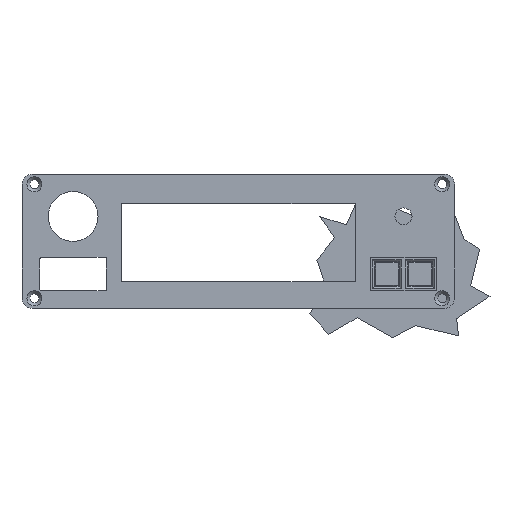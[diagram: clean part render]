
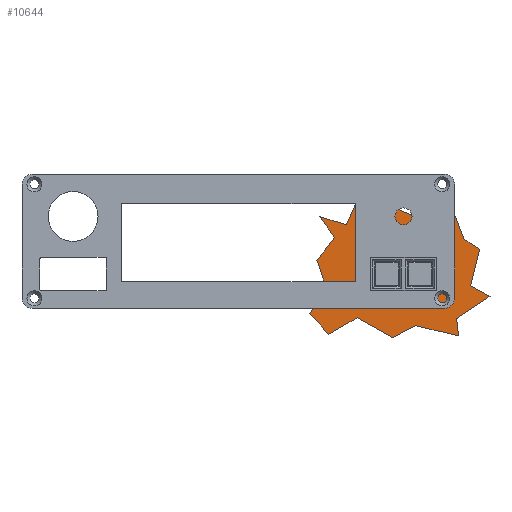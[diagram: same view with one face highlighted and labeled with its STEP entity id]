
A CAD part, front view. The second image highlights one B-rep face of the part: STEP entity #10644.
In plain terms, the highlighted planar face has unit normal (0, -1, 0).
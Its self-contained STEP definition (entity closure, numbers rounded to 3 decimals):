
#9971 = VERTEX_POINT('',#9972);
#9972 = CARTESIAN_POINT('',(-32.,-1.2,22.));
#9978 = EDGE_CURVE('',#9971,#9979,#9981,.T.);
#9979 = VERTEX_POINT('',#9980);
#9980 = CARTESIAN_POINT('',(-26.231,-1.2,14.));
#9981 = LINE('',#9982,#9983);
#9982 = CARTESIAN_POINT('',(-32.,-1.2,22.));
#9983 = VECTOR('',#9984,1.);
#9984 = DIRECTION('',(0.585,0.,-0.811
    ));
#10009 = EDGE_CURVE('',#9979,#10010,#10012,.T.);
#10010 = VERTEX_POINT('',#10011);
#10011 = CARTESIAN_POINT('',(-33.,-1.2,5.248));
#10012 = LINE('',#10013,#10014);
#10013 = CARTESIAN_POINT('',(-26.231,-1.2,14.));
#10014 = VECTOR('',#10015,1.);
#10015 = DIRECTION('',(-0.612,0.,
    -0.791));
#10040 = EDGE_CURVE('',#10010,#10041,#10043,.T.);
#10041 = VERTEX_POINT('',#10042);
#10042 = CARTESIAN_POINT('',(-29.533,-1.2,-5.));
#10043 = LINE('',#10044,#10045);
#10044 = CARTESIAN_POINT('',(-33.,-1.2,5.248));
#10045 = VECTOR('',#10046,1.);
#10046 = DIRECTION('',(0.32,0.,
    -0.947));
#10071 = EDGE_CURVE('',#10041,#10072,#10074,.T.);
#10072 = VERTEX_POINT('',#10073);
#10073 = CARTESIAN_POINT('',(-35.657,-1.2,-15.));
#10074 = LINE('',#10075,#10076);
#10075 = CARTESIAN_POINT('',(-29.533,-1.2,-5.));
#10076 = VECTOR('',#10077,1.);
#10077 = DIRECTION('',(-0.522,0.,
    -0.853));
#10102 = EDGE_CURVE('',#10072,#10103,#10105,.T.);
#10103 = VERTEX_POINT('',#10104);
#10104 = CARTESIAN_POINT('',(-28.562,-1.2,-23.));
#10105 = LINE('',#10106,#10107);
#10106 = CARTESIAN_POINT('',(-35.657,-1.2,-15.));
#10107 = VECTOR('',#10108,1.);
#10108 = DIRECTION('',(0.663,0.,-0.748
    ));
#10133 = EDGE_CURVE('',#10103,#10134,#10136,.T.);
#10134 = VERTEX_POINT('',#10135);
#10135 = CARTESIAN_POINT('',(-17.683,-1.2,-16.639));
#10136 = LINE('',#10137,#10138);
#10137 = CARTESIAN_POINT('',(-28.562,-1.2,-23.));
#10138 = VECTOR('',#10139,1.);
#10139 = DIRECTION('',(0.863,0.,0.505));
#10164 = EDGE_CURVE('',#10134,#10165,#10167,.T.);
#10165 = VERTEX_POINT('',#10166);
#10166 = CARTESIAN_POINT('',(-4.302,-1.2,-24.235));
#10167 = LINE('',#10168,#10169);
#10168 = CARTESIAN_POINT('',(-17.683,-1.2,-16.639));
#10169 = VECTOR('',#10170,1.);
#10170 = DIRECTION('',(0.87,0.,
    -0.494));
#10195 = EDGE_CURVE('',#10165,#10196,#10198,.T.);
#10196 = VERTEX_POINT('',#10197);
#10197 = CARTESIAN_POINT('',(4.644,-1.2,-19.653));
#10198 = LINE('',#10199,#10200);
#10199 = CARTESIAN_POINT('',(-4.302,-1.2,-24.235));
#10200 = VECTOR('',#10201,1.);
#10201 = DIRECTION('',(0.89,0.,0.456)
  );
#10226 = EDGE_CURVE('',#10196,#10227,#10229,.T.);
#10227 = VERTEX_POINT('',#10228);
#10228 = CARTESIAN_POINT('',(21.,-1.2,-23.555));
#10229 = LINE('',#10230,#10231);
#10230 = CARTESIAN_POINT('',(4.644,-1.2,-19.653));
#10231 = VECTOR('',#10232,1.);
#10232 = DIRECTION('',(0.973,0.,-0.232
    ));
#10257 = EDGE_CURVE('',#10227,#10258,#10260,.T.);
#10258 = VERTEX_POINT('',#10259);
#10259 = CARTESIAN_POINT('',(20.28,-1.2,-17.));
#10260 = LINE('',#10261,#10262);
#10261 = CARTESIAN_POINT('',(21.,-1.2,-23.555));
#10262 = VECTOR('',#10263,1.);
#10263 = DIRECTION('',(-0.109,0.,0.994
    ));
#10288 = EDGE_CURVE('',#10258,#10289,#10291,.T.);
#10289 = VERTEX_POINT('',#10290);
#10290 = CARTESIAN_POINT('',(33.,-1.2,-8.462));
#10291 = LINE('',#10292,#10293);
#10292 = CARTESIAN_POINT('',(20.28,-1.2,-17.));
#10293 = VECTOR('',#10294,1.);
#10294 = DIRECTION('',(0.83,0.,0.557)
  );
#10319 = EDGE_CURVE('',#10289,#10320,#10322,.T.);
#10320 = VERTEX_POINT('',#10321);
#10321 = CARTESIAN_POINT('',(25.598,-1.2,-4.417));
#10322 = LINE('',#10323,#10324);
#10323 = CARTESIAN_POINT('',(33.,-1.2,-8.462));
#10324 = VECTOR('',#10325,1.);
#10325 = DIRECTION('',(-0.878,0.,0.479
    ));
#10350 = EDGE_CURVE('',#10320,#10351,#10353,.T.);
#10351 = VERTEX_POINT('',#10352);
#10352 = CARTESIAN_POINT('',(29.,-1.2,9.501));
#10353 = LINE('',#10354,#10355);
#10354 = CARTESIAN_POINT('',(25.598,-1.2,-4.417));
#10355 = VECTOR('',#10356,1.);
#10356 = DIRECTION('',(0.237,0.,0.971)
  );
#10381 = EDGE_CURVE('',#10351,#10382,#10384,.T.);
#10382 = VERTEX_POINT('',#10383);
#10383 = CARTESIAN_POINT('',(23.,-1.2,13.45));
#10384 = LINE('',#10385,#10386);
#10385 = CARTESIAN_POINT('',(29.,-1.2,9.501));
#10386 = VECTOR('',#10387,1.);
#10387 = DIRECTION('',(-0.835,0.,0.55
    ));
#10412 = EDGE_CURVE('',#10382,#10413,#10415,.T.);
#10413 = VERTEX_POINT('',#10414);
#10414 = CARTESIAN_POINT('',(19.629,-1.2,22.445));
#10415 = LINE('',#10416,#10417);
#10416 = CARTESIAN_POINT('',(23.,-1.2,13.45));
#10417 = VECTOR('',#10418,1.);
#10418 = DIRECTION('',(-0.351,0.,0.936)
  );
#10443 = EDGE_CURVE('',#10413,#10444,#10446,.T.);
#10444 = VERTEX_POINT('',#10445);
#10445 = CARTESIAN_POINT('',(11.247,-1.2,19.));
#10446 = LINE('',#10447,#10448);
#10447 = CARTESIAN_POINT('',(19.629,-1.2,22.445));
#10448 = VECTOR('',#10449,1.);
#10449 = DIRECTION('',(-0.925,0.,
    -0.38));
#10474 = EDGE_CURVE('',#10444,#10475,#10477,.T.);
#10475 = VERTEX_POINT('',#10476);
#10476 = CARTESIAN_POINT('',(-2.698,-1.2,25.));
#10477 = LINE('',#10478,#10479);
#10478 = CARTESIAN_POINT('',(11.247,-1.2,19.));
#10479 = VECTOR('',#10480,1.);
#10480 = DIRECTION('',(-0.919,0.,0.395)
  );
#10505 = EDGE_CURVE('',#10475,#10506,#10508,.T.);
#10506 = VERTEX_POINT('',#10507);
#10507 = CARTESIAN_POINT('',(-10.,-1.2,18.719));
#10508 = LINE('',#10509,#10510);
#10509 = CARTESIAN_POINT('',(-2.698,-1.2,25.));
#10510 = VECTOR('',#10511,1.);
#10511 = DIRECTION('',(-0.758,0.,
    -0.652));
#10536 = EDGE_CURVE('',#10506,#10537,#10539,.T.);
#10537 = VERTEX_POINT('',#10538);
#10538 = CARTESIAN_POINT('',(-18.496,-1.2,26.342));
#10539 = LINE('',#10540,#10541);
#10540 = CARTESIAN_POINT('',(-10.,-1.2,18.719));
#10541 = VECTOR('',#10542,1.);
#10542 = DIRECTION('',(-0.744,0.,0.668)
  );
#10567 = EDGE_CURVE('',#10537,#10568,#10570,.T.);
#10568 = VERTEX_POINT('',#10569);
#10569 = CARTESIAN_POINT('',(-21.718,-1.2,18.765));
#10570 = LINE('',#10571,#10572);
#10571 = CARTESIAN_POINT('',(-18.496,-1.2,26.342));
#10572 = VECTOR('',#10573,1.);
#10573 = DIRECTION('',(-0.391,0.,
    -0.92));
#10598 = EDGE_CURVE('',#10568,#9971,#10599,.T.);
#10599 = LINE('',#10600,#10601);
#10600 = CARTESIAN_POINT('',(-21.718,-1.2,18.765));
#10601 = VECTOR('',#10602,1.);
#10602 = DIRECTION('',(-0.954,0.,0.3)
  );
#10644 = ADVANCED_FACE('',(#10645),#10668,.T.);
#10645 = FACE_BOUND('',#10646,.T.);
#10646 = EDGE_LOOP('',(#10647,#10648,#10649,#10650,#10651,#10652,#10653,
    #10654,#10655,#10656,#10657,#10658,#10659,#10660,#10661,#10662,
    #10663,#10664,#10665,#10666,#10667));
#10647 = ORIENTED_EDGE('',*,*,#9978,.T.);
#10648 = ORIENTED_EDGE('',*,*,#10009,.T.);
#10649 = ORIENTED_EDGE('',*,*,#10040,.T.);
#10650 = ORIENTED_EDGE('',*,*,#10071,.T.);
#10651 = ORIENTED_EDGE('',*,*,#10102,.T.);
#10652 = ORIENTED_EDGE('',*,*,#10133,.T.);
#10653 = ORIENTED_EDGE('',*,*,#10164,.T.);
#10654 = ORIENTED_EDGE('',*,*,#10195,.T.);
#10655 = ORIENTED_EDGE('',*,*,#10226,.T.);
#10656 = ORIENTED_EDGE('',*,*,#10257,.T.);
#10657 = ORIENTED_EDGE('',*,*,#10288,.T.);
#10658 = ORIENTED_EDGE('',*,*,#10319,.T.);
#10659 = ORIENTED_EDGE('',*,*,#10350,.T.);
#10660 = ORIENTED_EDGE('',*,*,#10381,.T.);
#10661 = ORIENTED_EDGE('',*,*,#10412,.T.);
#10662 = ORIENTED_EDGE('',*,*,#10443,.T.);
#10663 = ORIENTED_EDGE('',*,*,#10474,.T.);
#10664 = ORIENTED_EDGE('',*,*,#10505,.T.);
#10665 = ORIENTED_EDGE('',*,*,#10536,.T.);
#10666 = ORIENTED_EDGE('',*,*,#10567,.T.);
#10667 = ORIENTED_EDGE('',*,*,#10598,.T.);
#10668 = PLANE('',#10669);
#10669 = AXIS2_PLACEMENT_3D('',#10670,#10671,#10672);
#10670 = CARTESIAN_POINT('',(-3.501,-1.2,0.511));
#10671 = DIRECTION('',(0.,-1.,0.));
#10672 = DIRECTION('',(0.,0.,-1.));
